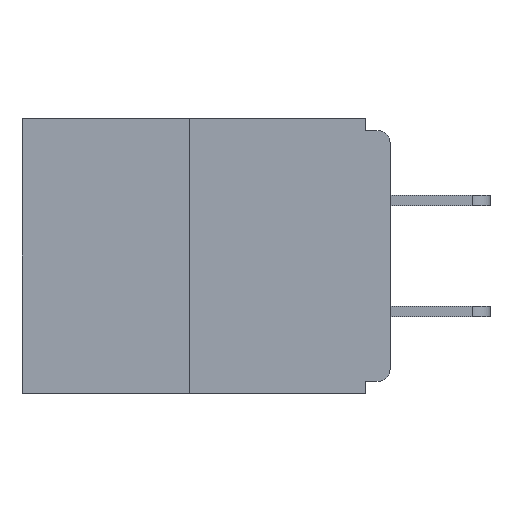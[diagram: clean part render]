
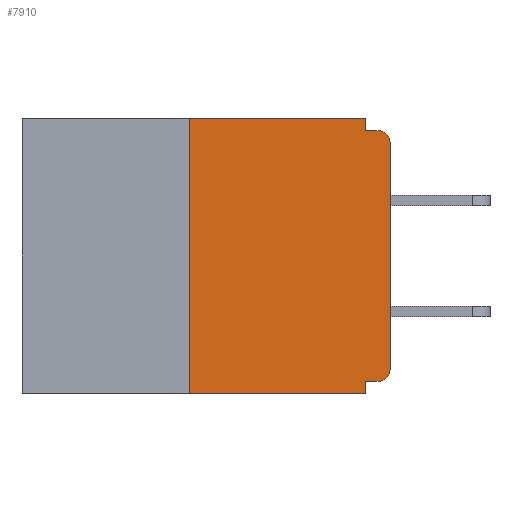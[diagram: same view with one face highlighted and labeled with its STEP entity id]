
A CAD part, left-side view. The second image highlights one B-rep face of the part: STEP entity #7910.
In plain terms, the highlighted planar face has unit normal (-1, 0, 0).
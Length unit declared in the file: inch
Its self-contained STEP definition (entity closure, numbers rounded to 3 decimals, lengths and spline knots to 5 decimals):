
#327 = EDGE_CURVE ( 'NONE', #680, #10077, #4091, .T. ) ;
#394 = CARTESIAN_POINT ( 'NONE',  ( 0., 0., -0.328 ) ) ;
#488 = CARTESIAN_POINT ( 'NONE',  ( 0., 0.015, -0.328 ) ) ;
#504 = CARTESIAN_POINT ( 'NONE',  ( 0., 0.031, 0. ) ) ;
#611 = EDGE_CURVE ( 'NONE', #5507, #6431, #1358, .T. ) ;
#680 = VERTEX_POINT ( 'NONE', #2518 ) ;
#1063 = CIRCLE ( 'NONE', #2888, 0.015 ) ;
#1334 = EDGE_CURVE ( 'NONE', #8493, #680, #6417, .T. ) ;
#1358 = LINE ( 'NONE', #3882, #9952 ) ;
#1439 = DIRECTION ( 'NONE',  ( 0., 0., -1. ) ) ;
#1596 = CARTESIAN_POINT ( 'NONE',  ( 0., 0., -0.03 ) ) ;
#1817 = EDGE_CURVE ( 'NONE', #7679, #5507, #2233, .T. ) ;
#1866 = ORIENTED_EDGE ( 'NONE', *, *, #3738, .F. ) ;
#1910 = CARTESIAN_POINT ( 'NONE',  ( 0., 0.46, -0.343 ) ) ;
#2233 = LINE ( 'NONE', #8120, #9140 ) ;
#2305 = DIRECTION ( 'NONE',  ( 0., 0., -1. ) ) ;
#2340 = ORIENTED_EDGE ( 'NONE', *, *, #5168, .F. ) ;
#2413 = ORIENTED_EDGE ( 'NONE', *, *, #5355, .T. ) ;
#2518 = CARTESIAN_POINT ( 'NONE',  ( 0., 0.031, -0.328 ) ) ;
#2888 = AXIS2_PLACEMENT_3D ( 'NONE', #6323, #9769, #5471 ) ;
#2990 = PLANE ( 'NONE',  #4064 ) ;
#3015 = VECTOR ( 'NONE', #7523, 39.37008 ) ;
#3389 = LINE ( 'NONE', #8371, #3015 ) ;
#3738 = EDGE_CURVE ( 'NONE', #6187, #7679, #6819, .T. ) ;
#3882 = CARTESIAN_POINT ( 'NONE',  ( 0., 0.031, 0. ) ) ;
#4064 = AXIS2_PLACEMENT_3D ( 'NONE', #8806, #6379, #9654 ) ;
#4091 = LINE ( 'NONE', #5564, #7483 ) ;
#4127 = VERTEX_POINT ( 'NONE', #1596 ) ;
#4185 = VECTOR ( 'NONE', #8825, 39.37008 ) ;
#4336 = DIRECTION ( 'NONE',  ( 0., -1., 0. ) ) ;
#4369 = CARTESIAN_POINT ( 'NONE',  ( 0., 0.25, 0. ) ) ;
#4475 = AXIS2_PLACEMENT_3D ( 'NONE', #4713, #6372, #1439 ) ;
#4577 = VECTOR ( 'NONE', #10502, 39.37008 ) ;
#4713 = CARTESIAN_POINT ( 'NONE',  ( 0., 0.015, -0.313 ) ) ;
#5168 = EDGE_CURVE ( 'NONE', #6431, #6526, #3389, .T. ) ;
#5281 = FACE_OUTER_BOUND ( 'NONE', #7044, .T. ) ;
#5355 = EDGE_CURVE ( 'NONE', #6187, #10077, #9649, .T. ) ;
#5364 = CARTESIAN_POINT ( 'NONE',  ( 0., 0., 0. ) ) ;
#5471 = DIRECTION ( 'NONE',  ( 0., 0., -1. ) ) ;
#5507 = VERTEX_POINT ( 'NONE', #504 ) ;
#5524 = DIRECTION ( 'NONE',  ( 0., 0., -1. ) ) ;
#5564 = CARTESIAN_POINT ( 'NONE',  ( 0., 0.031, -0.343 ) ) ;
#5569 = CARTESIAN_POINT ( 'NONE',  ( 0., 0.25, 0. ) ) ;
#6187 = VERTEX_POINT ( 'NONE', #10301 ) ;
#6292 = ORIENTED_EDGE ( 'NONE', *, *, #1817, .F. ) ;
#6323 = CARTESIAN_POINT ( 'NONE',  ( 0., 0.015, -0.03 ) ) ;
#6372 = DIRECTION ( 'NONE',  ( -1., 0., 0. ) ) ;
#6379 = DIRECTION ( 'NONE',  ( 1., 0., 0. ) ) ;
#6417 = LINE ( 'NONE', #394, #4185 ) ;
#6431 = VERTEX_POINT ( 'NONE', #10774 ) ;
#6526 = VERTEX_POINT ( 'NONE', #9881 ) ;
#6689 = ORIENTED_EDGE ( 'NONE', *, *, #611, .F. ) ;
#6819 = LINE ( 'NONE', #5569, #4577 ) ;
#7044 = EDGE_LOOP ( 'NONE', ( #6292, #1866, #2413, #7187, #10143, #7351, #9076, #8333, #2340, #6689 ) ) ;
#7187 = ORIENTED_EDGE ( 'NONE', *, *, #327, .F. ) ;
#7351 = ORIENTED_EDGE ( 'NONE', *, *, #9788, .T. ) ;
#7396 = CARTESIAN_POINT ( 'NONE',  ( 0., 0., -0.313 ) ) ;
#7483 = VECTOR ( 'NONE', #5524, 39.37008 ) ;
#7523 = DIRECTION ( 'NONE',  ( 0., -1., 0. ) ) ;
#7650 = LINE ( 'NONE', #5364, #10325 ) ;
#7679 = VERTEX_POINT ( 'NONE', #4369 ) ;
#7910 = ADVANCED_FACE ( 'NONE', ( #5281 ), #2990, .F. ) ;
#8120 = CARTESIAN_POINT ( 'NONE',  ( 0., 0.46, 0. ) ) ;
#8242 = VECTOR ( 'NONE', #4336, 39.37008 ) ;
#8333 = ORIENTED_EDGE ( 'NONE', *, *, #9165, .T. ) ;
#8371 = CARTESIAN_POINT ( 'NONE',  ( 0., 0., -0.015 ) ) ;
#8409 = VERTEX_POINT ( 'NONE', #7396 ) ;
#8493 = VERTEX_POINT ( 'NONE', #488 ) ;
#8705 = CARTESIAN_POINT ( 'NONE',  ( 0., 0.031, -0.343 ) ) ;
#8806 = CARTESIAN_POINT ( 'NONE',  ( 0., 0.46, 0. ) ) ;
#8825 = DIRECTION ( 'NONE',  ( 0., 1., 0. ) ) ;
#9029 = EDGE_CURVE ( 'NONE', #8409, #4127, #7650, .T. ) ;
#9076 = ORIENTED_EDGE ( 'NONE', *, *, #9029, .T. ) ;
#9140 = VECTOR ( 'NONE', #9858, 39.37008 ) ;
#9165 = EDGE_CURVE ( 'NONE', #4127, #6526, #1063, .T. ) ;
#9382 = CIRCLE ( 'NONE', #4475, 0.015 ) ;
#9589 = DIRECTION ( 'NONE',  ( 0., 0., 1. ) ) ;
#9649 = LINE ( 'NONE', #1910, #8242 ) ;
#9654 = DIRECTION ( 'NONE',  ( 0., 0., -1. ) ) ;
#9769 = DIRECTION ( 'NONE',  ( -1., 0., 0. ) ) ;
#9788 = EDGE_CURVE ( 'NONE', #8493, #8409, #9382, .T. ) ;
#9858 = DIRECTION ( 'NONE',  ( 0., -1., 0. ) ) ;
#9881 = CARTESIAN_POINT ( 'NONE',  ( 0., 0.015, -0.015 ) ) ;
#9952 = VECTOR ( 'NONE', #2305, 39.37008 ) ;
#10077 = VERTEX_POINT ( 'NONE', #8705 ) ;
#10143 = ORIENTED_EDGE ( 'NONE', *, *, #1334, .F. ) ;
#10301 = CARTESIAN_POINT ( 'NONE',  ( 0., 0.25, -0.343 ) ) ;
#10325 = VECTOR ( 'NONE', #9589, 39.37008 ) ;
#10502 = DIRECTION ( 'NONE',  ( 0., 0., 1. ) ) ;
#10774 = CARTESIAN_POINT ( 'NONE',  ( 0., 0.031, -0.015 ) ) ;
